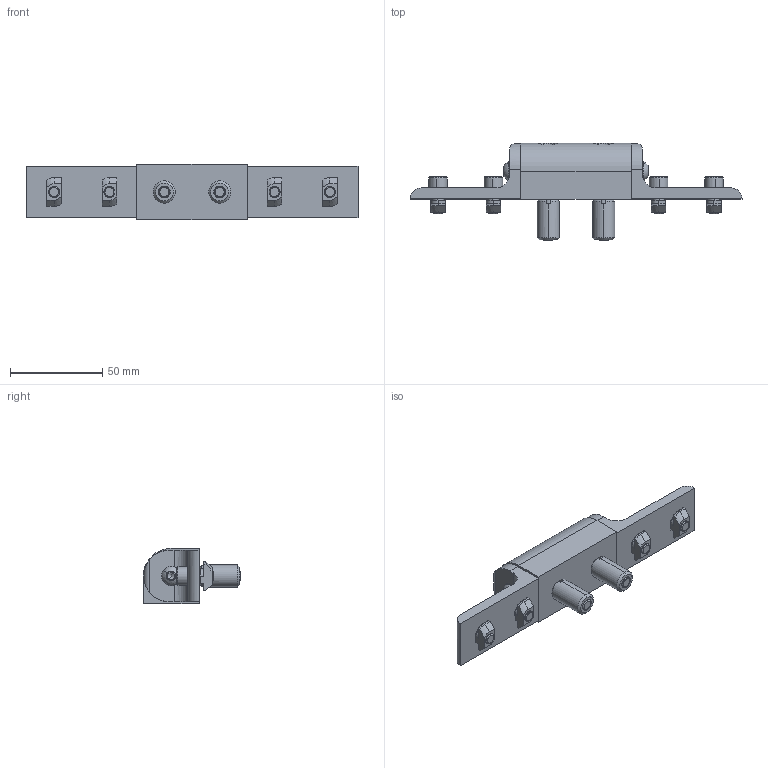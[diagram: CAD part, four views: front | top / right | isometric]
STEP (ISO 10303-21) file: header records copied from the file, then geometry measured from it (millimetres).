
FILE_DESCRIPTION (( 'STEP AP214' ), '1' );
FILE_NAME ('#042 Êîìïëåêò êðîíøòåéíà 30õ60 90ãð ñ ñîåäèíèòåëåì, â òîðåö ïðîôèëÿ.STEP', '2022-06-16T10:05:25', ( 'Ñòàñ' ), ( '' ), 'SwSTEP 2.0', 'SolidWorks 2021', '' );
FILE_SCHEMA (( 'AUTOMOTIVE_DESIGN' ));
Length unit declared in the file: millimetre
Products named in the file (8): A458 Ïîâîðîòíûé óãîëîê, ïàç 8; D09 Âòóëêà ðåçüáîâàÿ Ì12 - Ì6 _00; A453 Äâîéíîé ïîâîðîòíûé êðîíøòåéí 90ãð, ïàç 8; #042 Êîìïëåêò êðîíøòåéíà 30õ60 90ãð ñ ñîåäèíèòåëåì, â òîðåö ïðîôèëÿ; D55 Âèíò öèëèíäð. ñ âíóòðåííèì øåñò. Ì6 õ14 DIN 912; D53 Ò-ãàéêà Ì6, ïàç 8_00; D74 Âèíò ñ ïîëóêðóãë. ãîë. è âí. øåñòèãð. Ì6 õ 14 ISO 7380-1; K92 Âèíò öèëèíäð. ñ âíóòðåííèì øåñò. Ì6 õ45 DIN 912
Assembly tree (17 placements, depth 2):
  #042 Êîìïëåêò êðîíøòåéíà 30õ60 90ãð ñ ñîåäèíèòåëåì, â òîðåö ïðîôèëÿ
    A453 Äâîéíîé ïîâîðîòíûé êðîíøòåéí 90ãð, ïàç 8
    K92 Âèíò öèëèíäð. ñ âíóòðåííèì øåñò. Ì6 õ45 DIN 912  x2
    D09 Âòóëêà ðåçüáîâàÿ Ì12 - Ì6 _00  x2
    A458 Ïîâîðîòíûé óãîëîê, ïàç 8  x2
    D55 Âèíò öèëèíäð. ñ âíóòðåííèì øåñò. Ì6 õ14 DIN 912  x4
    D74 Âèíò ñ ïîëóêðóãë. ãîë. è âí. øåñòèãð. Ì6 õ 14 ISO 7380-1  x2
    D53 Ò-ãàéêà Ì6, ïàç 8_00  x4
Bounding box: 180 x 52.7 x 30 mm (x, y, z)
Volume: 87110.7 mm3; surface area: 32793.3 mm2
Topology: 17 solids, 17 shells, 527 faces, 1313 edges, 810 vertices
Faces by surface type: plane 286, cone 104, cylinder 99, torus 28, bspline 6, sphere 4
Entity records: 7689 total; most frequent: CARTESIAN_POINT 2266, DIRECTION 1077, ORIENTED_EDGE 1024, EDGE_CURVE 512, AXIS2_PLACEMENT_3D 402, VERTEX_POINT 319, LINE 273, VECTOR 273
